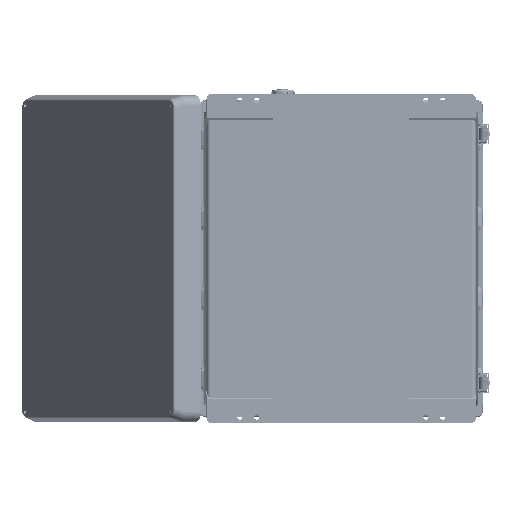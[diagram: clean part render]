
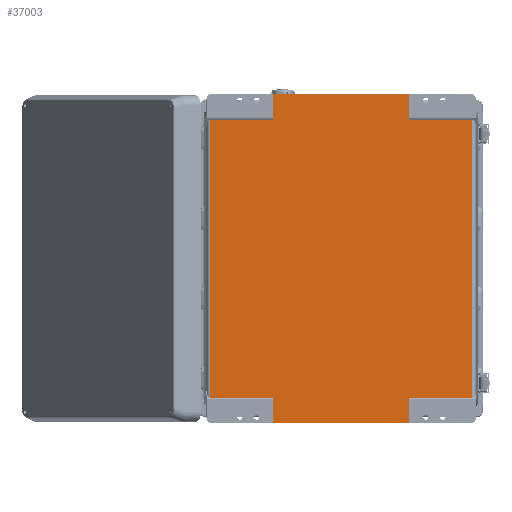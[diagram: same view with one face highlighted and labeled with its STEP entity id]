
A CAD part, front view. The second image highlights one B-rep face of the part: STEP entity #37003.
In plain terms, the highlighted planar face has unit normal (0, -1, 0).
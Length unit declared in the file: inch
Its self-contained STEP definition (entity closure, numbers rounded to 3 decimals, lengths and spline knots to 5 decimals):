
#2071 = VECTOR ( 'NONE', #118865, 39.37008 ) ;
#3033 = VECTOR ( 'NONE', #104735, 39.37008 ) ;
#3597 = DIRECTION ( 'NONE',  ( -1., 0., 0. ) ) ;
#3608 = EDGE_CURVE ( 'NONE', #130491, #4191, #24980, .T. ) ;
#4145 = VERTEX_POINT ( 'NONE', #49442 ) ;
#4191 = VERTEX_POINT ( 'NONE', #73891 ) ;
#7458 = PLANE ( 'NONE',  #56568 ) ;
#8003 = EDGE_CURVE ( 'NONE', #115768, #81036, #27534, .T. ) ;
#8929 = CARTESIAN_POINT ( 'NONE',  ( -4.03163, 0.05906, -20.34606 ) ) ;
#10280 = LINE ( 'NONE', #30786, #41692 ) ;
#11048 = EDGE_CURVE ( 'NONE', #63020, #4191, #44056, .T. ) ;
#11911 = EDGE_CURVE ( 'NONE', #115768, #124985, #10280, .T. ) ;
#13037 = VECTOR ( 'NONE', #79216, 39.37008 ) ;
#16528 = EDGE_CURVE ( 'NONE', #110980, #4145, #42439, .T. ) ;
#16799 = EDGE_CURVE ( 'NONE', #81036, #50179, #20421, .T. ) ;
#16836 = ORIENTED_EDGE ( 'NONE', *, *, #16799, .T. ) ;
#17804 = VECTOR ( 'NONE', #92051, 39.37008 ) ;
#18221 = EDGE_CURVE ( 'NONE', #63503, #130491, #89116, .T. ) ;
#19297 = EDGE_CURVE ( 'NONE', #96988, #4145, #97771, .T. ) ;
#19813 = LINE ( 'NONE', #110656, #17804 ) ;
#20421 = LINE ( 'NONE', #69536, #96238 ) ;
#24980 = LINE ( 'NONE', #34253, #107017 ) ;
#25616 = ORIENTED_EDGE ( 'NONE', *, *, #8003, .T. ) ;
#27534 = LINE ( 'NONE', #47485, #49600 ) ;
#28548 = EDGE_CURVE ( 'NONE', #46531, #96988, #19813, .T. ) ;
#30786 = CARTESIAN_POINT ( 'NONE',  ( 8.11811, 0.05906, -17.96858 ) ) ;
#31553 = CARTESIAN_POINT ( 'NONE',  ( -7.73754, 0.05906, -17.96858 ) ) ;
#32196 = VECTOR ( 'NONE', #41011, 39.37008 ) ;
#34253 = CARTESIAN_POINT ( 'NONE',  ( -4.03163, 0.05906, 0.85787 ) ) ;
#37003 = ADVANCED_FACE ( 'NONE', ( #79702 ), #7458, .F. ) ;
#37288 = CARTESIAN_POINT ( 'NONE',  ( 8.11811, 0.05906, -1.51961 ) ) ;
#38735 = DIRECTION ( 'NONE',  ( 1., 0., 0. ) ) ;
#39019 = DIRECTION ( 'NONE',  ( -1., 0., 0. ) ) ;
#39463 = ORIENTED_EDGE ( 'NONE', *, *, #124399, .F. ) ;
#40096 = ORIENTED_EDGE ( 'NONE', *, *, #19297, .T. ) ;
#41011 = DIRECTION ( 'NONE',  ( 0., 0., -1. ) ) ;
#41536 = LINE ( 'NONE', #100558, #85786 ) ;
#41692 = VECTOR ( 'NONE', #110400, 39.37008 ) ;
#41762 = CARTESIAN_POINT ( 'NONE',  ( 4.03163, 0.05906, -1.51961 ) ) ;
#42439 = LINE ( 'NONE', #125887, #3033 ) ;
#42838 = ORIENTED_EDGE ( 'NONE', *, *, #11048, .T. ) ;
#44056 = LINE ( 'NONE', #126181, #120196 ) ;
#46486 = ORIENTED_EDGE ( 'NONE', *, *, #120492, .T. ) ;
#46531 = VERTEX_POINT ( 'NONE', #31553 ) ;
#47485 = CARTESIAN_POINT ( 'NONE',  ( 7.73754, 0.05906, -1.51961 ) ) ;
#48563 = DIRECTION ( 'NONE',  ( 0., 1., 0. ) ) ;
#49442 = CARTESIAN_POINT ( 'NONE',  ( -4.03163, 0.05906, -19.48819 ) ) ;
#49600 = VECTOR ( 'NONE', #75353, 39.37008 ) ;
#50179 = VERTEX_POINT ( 'NONE', #41762 ) ;
#52917 = CARTESIAN_POINT ( 'NONE',  ( 4.03163, 0.05906, 0. ) ) ;
#56568 = AXIS2_PLACEMENT_3D ( 'NONE', #37288, #48563, #88321 ) ;
#63020 = VERTEX_POINT ( 'NONE', #52917 ) ;
#63503 = VERTEX_POINT ( 'NONE', #117663 ) ;
#63878 = ORIENTED_EDGE ( 'NONE', *, *, #127470, .F. ) ;
#68072 = CARTESIAN_POINT ( 'NONE',  ( -4.03163, 0.05906, -17.96858 ) ) ;
#69536 = CARTESIAN_POINT ( 'NONE',  ( 8.11811, 0.05906, -1.51961 ) ) ;
#70839 = LINE ( 'NONE', #89420, #32196 ) ;
#71098 = LINE ( 'NONE', #78429, #2071 ) ;
#73444 = ORIENTED_EDGE ( 'NONE', *, *, #28548, .T. ) ;
#73662 = CARTESIAN_POINT ( 'NONE',  ( 7.73754, 0.05906, -1.51961 ) ) ;
#73891 = CARTESIAN_POINT ( 'NONE',  ( -4.03163, 0.05906, 0. ) ) ;
#74731 = DIRECTION ( 'NONE',  ( 0., 0., 1. ) ) ;
#75353 = DIRECTION ( 'NONE',  ( 0., 0., 1. ) ) ;
#78429 = CARTESIAN_POINT ( 'NONE',  ( 4.03163, 0.05906, 0.85787 ) ) ;
#79216 = DIRECTION ( 'NONE',  ( 0., 0., -1. ) ) ;
#79702 = FACE_OUTER_BOUND ( 'NONE', #116960, .T. ) ;
#81036 = VERTEX_POINT ( 'NONE', #73662 ) ;
#85786 = VECTOR ( 'NONE', #93208, 39.37008 ) ;
#87971 = ORIENTED_EDGE ( 'NONE', *, *, #18221, .F. ) ;
#88099 = ORIENTED_EDGE ( 'NONE', *, *, #16528, .F. ) ;
#88321 = DIRECTION ( 'NONE',  ( 0., 0., 1. ) ) ;
#89116 = LINE ( 'NONE', #129532, #91149 ) ;
#89420 = CARTESIAN_POINT ( 'NONE',  ( 4.03163, 0.05906, -20.34606 ) ) ;
#91149 = VECTOR ( 'NONE', #38735, 39.37008 ) ;
#92051 = DIRECTION ( 'NONE',  ( 1., 0., 0. ) ) ;
#93180 = CARTESIAN_POINT ( 'NONE',  ( 4.03163, 0.05906, -17.96858 ) ) ;
#93208 = DIRECTION ( 'NONE',  ( 0., 0., 1. ) ) ;
#96238 = VECTOR ( 'NONE', #39019, 39.37008 ) ;
#96988 = VERTEX_POINT ( 'NONE', #68072 ) ;
#97771 = LINE ( 'NONE', #8929, #13037 ) ;
#100558 = CARTESIAN_POINT ( 'NONE',  ( -7.73754, 0.05906, -1.51961 ) ) ;
#101051 = CARTESIAN_POINT ( 'NONE',  ( 4.03163, 0.05906, -19.48819 ) ) ;
#104633 = ORIENTED_EDGE ( 'NONE', *, *, #11911, .F. ) ;
#104735 = DIRECTION ( 'NONE',  ( -1., 0., 0. ) ) ;
#107017 = VECTOR ( 'NONE', #74731, 39.37008 ) ;
#110400 = DIRECTION ( 'NONE',  ( -1., 0., 0. ) ) ;
#110656 = CARTESIAN_POINT ( 'NONE',  ( -8.11811, 0.05906, -17.96858 ) ) ;
#110980 = VERTEX_POINT ( 'NONE', #101051 ) ;
#115768 = VERTEX_POINT ( 'NONE', #123039 ) ;
#116960 = EDGE_LOOP ( 'NONE', ( #63878, #73444, #40096, #88099, #39463, #104633, #25616, #16836, #46486, #42838, #117306, #87971 ) ) ;
#117306 = ORIENTED_EDGE ( 'NONE', *, *, #3608, .F. ) ;
#117663 = CARTESIAN_POINT ( 'NONE',  ( -7.73754, 0.05906, -1.51961 ) ) ;
#118865 = DIRECTION ( 'NONE',  ( 0., 0., 1. ) ) ;
#120196 = VECTOR ( 'NONE', #3597, 39.37008 ) ;
#120492 = EDGE_CURVE ( 'NONE', #50179, #63020, #71098, .T. ) ;
#123039 = CARTESIAN_POINT ( 'NONE',  ( 7.73754, 0.05906, -17.96858 ) ) ;
#124399 = EDGE_CURVE ( 'NONE', #124985, #110980, #70839, .T. ) ;
#124985 = VERTEX_POINT ( 'NONE', #93180 ) ;
#125887 = CARTESIAN_POINT ( 'NONE',  ( 8.11811, 0.05906, -19.48819 ) ) ;
#126181 = CARTESIAN_POINT ( 'NONE',  ( 8.11811, 0.05906, 0. ) ) ;
#126967 = CARTESIAN_POINT ( 'NONE',  ( -4.03163, 0.05906, -1.51961 ) ) ;
#127470 = EDGE_CURVE ( 'NONE', #46531, #63503, #41536, .T. ) ;
#129532 = CARTESIAN_POINT ( 'NONE',  ( -8.11811, 0.05906, -1.51961 ) ) ;
#130491 = VERTEX_POINT ( 'NONE', #126967 ) ;
